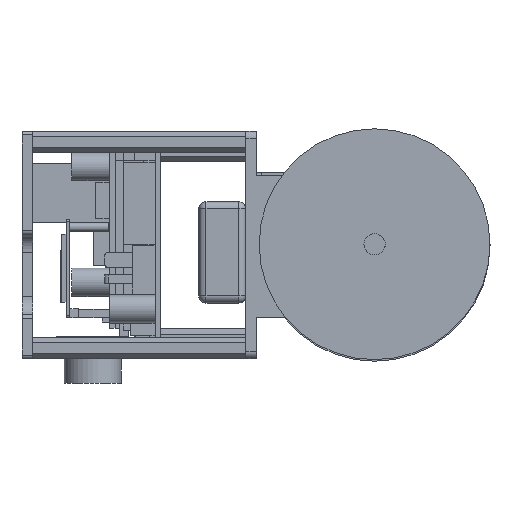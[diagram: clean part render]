
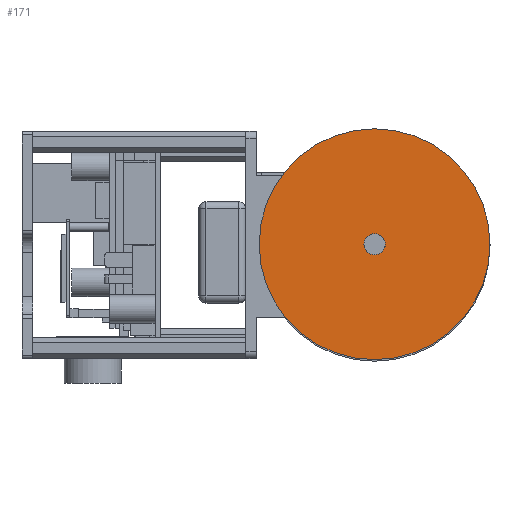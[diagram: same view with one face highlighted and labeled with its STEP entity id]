
A CAD part, left-side view. The second image highlights one B-rep face of the part: STEP entity #171.
In plain terms, the highlighted planar face has unit normal (-1, 0, 0).
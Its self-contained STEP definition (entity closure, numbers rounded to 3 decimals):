
#97=CARTESIAN_POINT('',(-89.311,-65.763,0.219));
#98=VERTEX_POINT('',#97);
#105=CARTESIAN_POINT('',(-89.311,-0.763,0.219));
#106=VERTEX_POINT('',#105);
#107=CARTESIAN_POINT('',(-89.311,-33.263,0.219));
#108=DIRECTION('',(0.,-1.,0.));
#109=DIRECTION('',(1.,0.,0.));
#110=AXIS2_PLACEMENT_3D('',#107,#109,#108);
#111=CIRCLE('',#110,32.5);
#112=EDGE_CURVE('',#98,#106,#111,.T.);
#130=CARTESIAN_POINT('',(-89.311,-33.263,0.219));
#131=DIRECTION('',(0.,1.,0.));
#132=DIRECTION('',(1.,0.,0.));
#133=AXIS2_PLACEMENT_3D('',#130,#132,#131);
#134=CIRCLE('',#133,32.5);
#135=EDGE_CURVE('',#106,#98,#134,.T.);
#142=CARTESIAN_POINT('',(-89.311,-33.263,0.219));
#143=DIRECTION('',(0.,1.,0.));
#144=DIRECTION('',(-1.,0.,0.));
#145=AXIS2_PLACEMENT_3D('',#142,#144,#143);
#146=PLANE('',#145);
#147=ORIENTED_EDGE('',*,*,#135,.F.);
#148=ORIENTED_EDGE('',*,*,#112,.F.);
#149=EDGE_LOOP('',(#147,#148));
#150=FACE_OUTER_BOUND('',#149,.T.);
#151=CARTESIAN_POINT('',(-89.311,-30.263,0.219));
#152=VERTEX_POINT('',#151);
#153=CARTESIAN_POINT('',(-89.311,-36.263,0.219));
#154=VERTEX_POINT('',#153);
#155=CARTESIAN_POINT('',(-89.311,-33.263,0.219));
#156=DIRECTION('',(0.,1.,0.));
#157=DIRECTION('',(1.,0.,0.));
#158=AXIS2_PLACEMENT_3D('',#155,#157,#156);
#159=CIRCLE('',#158,3.);
#160=EDGE_CURVE('',#152,#154,#159,.T.);
#161=ORIENTED_EDGE('',*,*,#160,.T.);
#162=CARTESIAN_POINT('',(-89.311,-33.263,0.219));
#163=DIRECTION('',(0.,-1.,0.));
#164=DIRECTION('',(1.,0.,0.));
#165=AXIS2_PLACEMENT_3D('',#162,#164,#163);
#166=CIRCLE('',#165,3.);
#167=EDGE_CURVE('',#154,#152,#166,.T.);
#168=ORIENTED_EDGE('',*,*,#167,.T.);
#169=EDGE_LOOP('',(#161,#168));
#170=FACE_BOUND('',#169,.T.);
#171=ADVANCED_FACE('',(#150,#170),#146,.T.);
